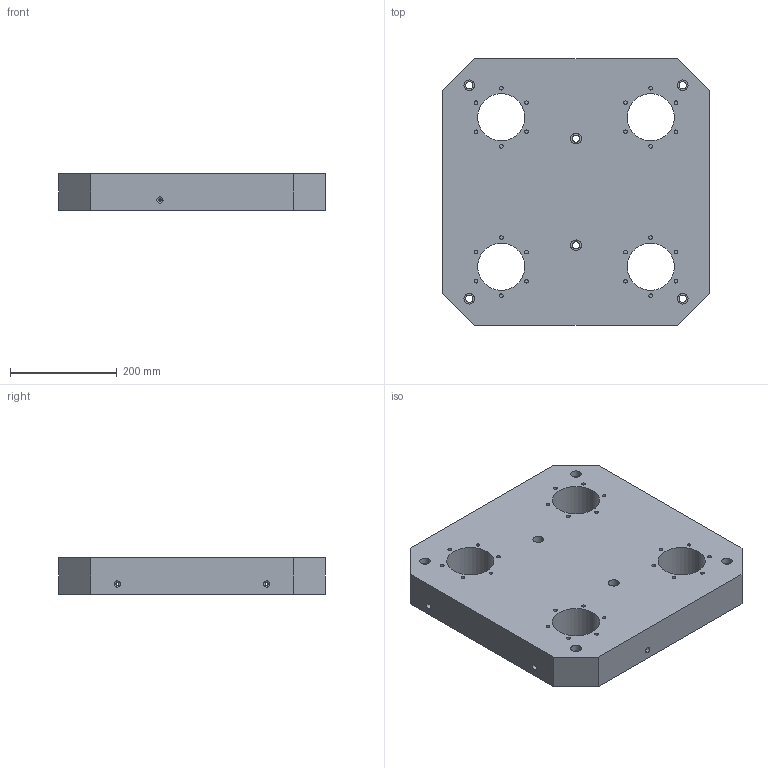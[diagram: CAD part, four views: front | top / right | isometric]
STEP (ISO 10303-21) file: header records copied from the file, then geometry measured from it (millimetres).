
FILE_DESCRIPTION(('modularis output'),'2;1');
FILE_NAME('EH1990170.stp','15:27:46 2003/08/28',( 'modularis software ag'),('modularis software ag'), 'unknown preprocess','ACIS','unknown authorization');
FILE_SCHEMA(('CONFIG_CONTROL_DESIGN {UNKNOWN IMPLEMENTATION LEVEL}'));
Length unit declared in the file: millimetre
Products named in the file (1): PRODUCT_ID_1
Bounding box: 500 x 500 x 68 mm (x, y, z)
Volume: 14622013.4 mm3; surface area: 697548.1 mm2
Topology: 1 solids, 1 shells, 172 faces, 398 edges, 248 vertices
Faces by surface type: cylinder 118, plane 42, cone 12
Entity records: 4692 total; most frequent: CARTESIAN_POINT 1179, ORIENTED_EDGE 796, DIRECTION 580, EDGE_CURVE 398, VERTEX_POINT 248, EDGE_LOOP 230, FACE_BOUND 230, AXIS2_PLACEMENT_3D 209
